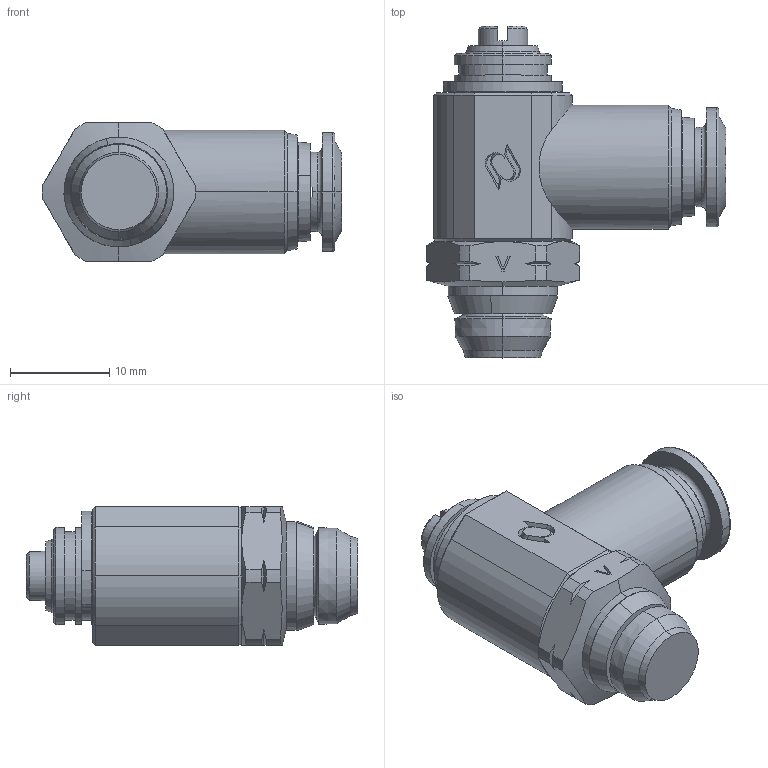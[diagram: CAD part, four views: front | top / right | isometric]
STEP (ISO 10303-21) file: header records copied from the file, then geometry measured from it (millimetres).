
FILE_DESCRIPTION (( 'STEP AP214' ), '1' );
FILE_NAME ('5791000008A.step', '2012-10-22T17:40:28', ( '' ), ( '' ), 'SwSTEP 2.0', 'SolidWorks 2012', '' );
FILE_SCHEMA (( 'AUTOMOTIVE_DESIGN' ));
Length unit declared in the file: millimetre
Products named in the file (1): 5791000008A
Bounding box: 30.25 x 33.5 x 14 mm (x, y, z)
Volume: 5784.3 mm3; surface area: 2647.5 mm2
Topology: 1 solids, 1 shells, 198 faces, 484 edges, 307 vertices
Faces by surface type: plane 79, cone 62, cylinder 47, torus 8, bspline 2
Entity records: 7271 total; most frequent: CARTESIAN_POINT 1294, DIRECTION 1009, ORIENTED_EDGE 968, EDGE_CURVE 484, AXIS2_PLACEMENT_3D 390, VERTEX_POINT 307, LINE 229, VECTOR 229
